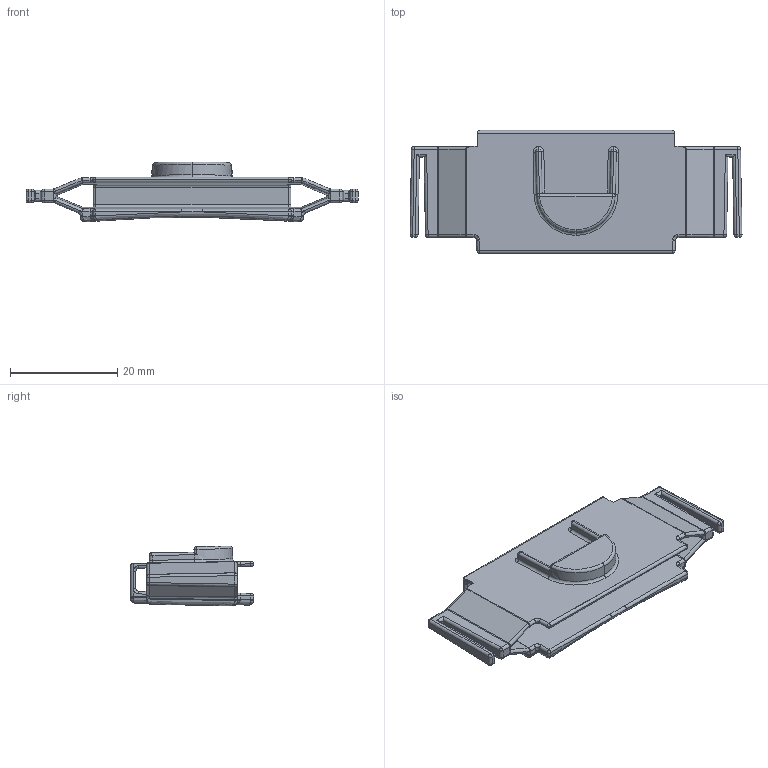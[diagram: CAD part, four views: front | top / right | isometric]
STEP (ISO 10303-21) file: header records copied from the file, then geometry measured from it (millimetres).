
FILE_DESCRIPTION (( 'STEP AP214' ), '1' );
FILE_NAME ('Battery Holder.STEP', '2016-10-25T02:06:03', ( '' ), ( '' ), 'SwSTEP 2.0', 'SolidWorks 2016', '' );
FILE_SCHEMA (( 'AUTOMOTIVE_DESIGN' ));
Length unit declared in the file: millimetre
Products named in the file (1): Battery Holder
Bounding box: 62.06 x 23 x 11.19 mm (x, y, z)
Volume: 3568.2 mm3; surface area: 5683.3 mm2
Topology: 1 solids, 1 shells, 322 faces, 787 edges, 434 vertices
Faces by surface type: cylinder 146, bspline 64, plane 61, sphere 37, torus 14
Entity records: 10182 total; most frequent: CARTESIAN_POINT 3459, ORIENTED_EDGE 1506, DIRECTION 1325, EDGE_CURVE 753, AXIS2_PLACEMENT_3D 514, VERTEX_POINT 430, EDGE_LOOP 323, FACE_OUTER_BOUND 322
